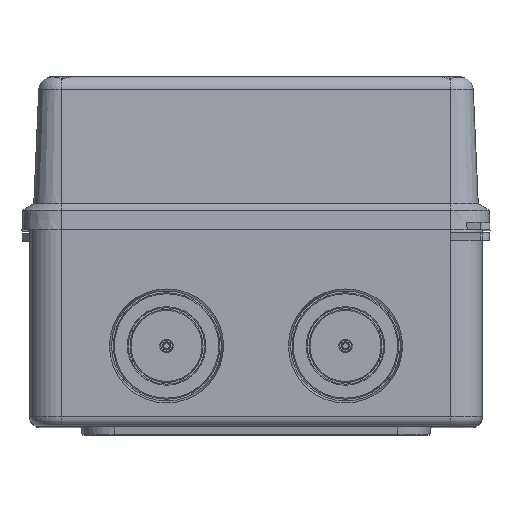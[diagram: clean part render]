
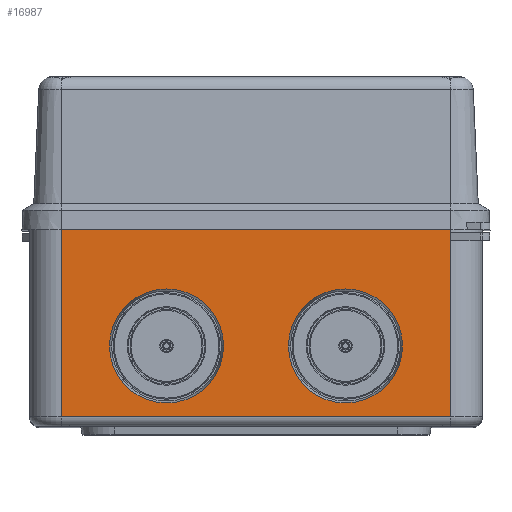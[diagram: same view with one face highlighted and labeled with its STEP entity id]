
A CAD part, top view. The second image highlights one B-rep face of the part: STEP entity #16987.
In plain terms, the highlighted planar face has unit normal (0, 0, 1).
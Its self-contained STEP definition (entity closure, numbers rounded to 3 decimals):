
#288 = DIRECTION ( 'NONE',  ( 1., 0., 0. ) ) ;
#496 = CARTESIAN_POINT ( 'NONE',  ( 49.5, 52., 77.5 ) ) ;
#646 = DIRECTION ( 'NONE',  ( -1., 0., 0. ) ) ;
#1572 = LINE ( 'NONE', #33081, #30250 ) ;
#2109 = CARTESIAN_POINT ( 'NONE',  ( -49.5, 2.5, 77.5 ) ) ;
#2361 = AXIS2_PLACEMENT_3D ( 'NONE', #19033, #27986, #28797 ) ;
#2802 = EDGE_LOOP ( 'NONE', ( #8998, #31798 ) ) ;
#3102 = VECTOR ( 'NONE', #8971, 1000. ) ;
#3123 = CARTESIAN_POINT ( 'NONE',  ( 49.5, 52., 77.5 ) ) ;
#3265 = VECTOR ( 'NONE', #288, 1000. ) ;
#3627 = AXIS2_PLACEMENT_3D ( 'NONE', #24207, #27151, #40291 ) ;
#3912 = VERTEX_POINT ( 'NONE', #24808 ) ;
#3979 = FACE_OUTER_BOUND ( 'NONE', #7809, .T. ) ;
#4193 = CARTESIAN_POINT ( 'NONE',  ( 49.5, 52., 77.5 ) ) ;
#5367 = DIRECTION ( 'NONE',  ( 0., 0., -1. ) ) ;
#5753 = VECTOR ( 'NONE', #37398, 1000. ) ;
#6248 = LINE ( 'NONE', #3123, #3102 ) ;
#6346 = CIRCLE ( 'NONE', #2361, 14.5 ) ;
#7809 = EDGE_LOOP ( 'NONE', ( #30541, #14139, #31383, #13178 ) ) ;
#8009 = VERTEX_POINT ( 'NONE', #8916 ) ;
#8916 = CARTESIAN_POINT ( 'NONE',  ( 49.5, 2.5, 77.5 ) ) ;
#8971 = DIRECTION ( 'NONE',  ( 0., -1., 0. ) ) ;
#8998 = ORIENTED_EDGE ( 'NONE', *, *, #36326, .F. ) ;
#9433 = ORIENTED_EDGE ( 'NONE', *, *, #31789, .T. ) ;
#9879 = CIRCLE ( 'NONE', #14580, 14.5 ) ;
#10128 = EDGE_CURVE ( 'NONE', #25476, #8009, #1572, .T. ) ;
#10259 = DIRECTION ( 'NONE',  ( 0., 0., -1. ) ) ;
#10669 = VERTEX_POINT ( 'NONE', #24044 ) ;
#12331 = DIRECTION ( 'NONE',  ( -1., 0., 0. ) ) ;
#12644 = EDGE_CURVE ( 'NONE', #14258, #25476, #17815, .T. ) ;
#13178 = ORIENTED_EDGE ( 'NONE', *, *, #18098, .F. ) ;
#14139 = ORIENTED_EDGE ( 'NONE', *, *, #10128, .T. ) ;
#14258 = VERTEX_POINT ( 'NONE', #14281 ) ;
#14281 = CARTESIAN_POINT ( 'NONE',  ( -49.5, 52., 77.5 ) ) ;
#14289 = CIRCLE ( 'NONE', #3627, 14.5 ) ;
#14580 = AXIS2_PLACEMENT_3D ( 'NONE', #18327, #5367, #21241 ) ;
#14896 = VERTEX_POINT ( 'NONE', #17059 ) ;
#16075 = CARTESIAN_POINT ( 'NONE',  ( -22.75, 20.5, 77.5 ) ) ;
#16951 = ORIENTED_EDGE ( 'NONE', *, *, #17538, .T. ) ;
#16987 = ADVANCED_FACE ( 'NONE', ( #3979, #23396, #29219 ), #33202, .F. ) ;
#17059 = CARTESIAN_POINT ( 'NONE',  ( 37.25, 20.5, 77.5 ) ) ;
#17538 = EDGE_CURVE ( 'NONE', #33131, #28198, #9879, .T. ) ;
#17613 = CARTESIAN_POINT ( 'NONE',  ( -49.5, 52., 77.5 ) ) ;
#17815 = LINE ( 'NONE', #17613, #5753 ) ;
#18098 = EDGE_CURVE ( 'NONE', #14258, #3912, #22626, .T. ) ;
#18327 = CARTESIAN_POINT ( 'NONE',  ( -22.75, 20.5, 77.5 ) ) ;
#19033 = CARTESIAN_POINT ( 'NONE',  ( 22.75, 20.5, 77.5 ) ) ;
#21241 = DIRECTION ( 'NONE',  ( -1., 0., 0. ) ) ;
#22626 = LINE ( 'NONE', #496, #3265 ) ;
#23396 = FACE_BOUND ( 'NONE', #2802, .T. ) ;
#23566 = CARTESIAN_POINT ( 'NONE',  ( -37.25, 20.5, 77.5 ) ) ;
#24044 = CARTESIAN_POINT ( 'NONE',  ( 8.25, 20.5, 77.5 ) ) ;
#24207 = CARTESIAN_POINT ( 'NONE',  ( 22.75, 20.5, 77.5 ) ) ;
#24808 = CARTESIAN_POINT ( 'NONE',  ( 49.5, 52., 77.5 ) ) ;
#24865 = EDGE_LOOP ( 'NONE', ( #16951, #9433 ) ) ;
#25476 = VERTEX_POINT ( 'NONE', #2109 ) ;
#26099 = CIRCLE ( 'NONE', #37443, 14.5 ) ;
#27151 = DIRECTION ( 'NONE',  ( 0., 0., 1. ) ) ;
#27833 = AXIS2_PLACEMENT_3D ( 'NONE', #4193, #10259, #646 ) ;
#27986 = DIRECTION ( 'NONE',  ( 0., 0., 1. ) ) ;
#28198 = VERTEX_POINT ( 'NONE', #35651 ) ;
#28797 = DIRECTION ( 'NONE',  ( 1., 0., 0. ) ) ;
#29219 = FACE_BOUND ( 'NONE', #24865, .T. ) ;
#30250 = VECTOR ( 'NONE', #39343, 1000. ) ;
#30541 = ORIENTED_EDGE ( 'NONE', *, *, #12644, .T. ) ;
#31383 = ORIENTED_EDGE ( 'NONE', *, *, #37780, .F. ) ;
#31789 = EDGE_CURVE ( 'NONE', #28198, #33131, #26099, .T. ) ;
#31798 = ORIENTED_EDGE ( 'NONE', *, *, #35513, .F. ) ;
#33081 = CARTESIAN_POINT ( 'NONE',  ( 49.5, 2.5, 77.5 ) ) ;
#33131 = VERTEX_POINT ( 'NONE', #23566 ) ;
#33202 = PLANE ( 'NONE',  #27833 ) ;
#35513 = EDGE_CURVE ( 'NONE', #10669, #14896, #14289, .T. ) ;
#35651 = CARTESIAN_POINT ( 'NONE',  ( -8.25, 20.5, 77.5 ) ) ;
#36326 = EDGE_CURVE ( 'NONE', #14896, #10669, #6346, .T. ) ;
#37398 = DIRECTION ( 'NONE',  ( 0., -1., 0. ) ) ;
#37443 = AXIS2_PLACEMENT_3D ( 'NONE', #16075, #37558, #12331 ) ;
#37558 = DIRECTION ( 'NONE',  ( 0., 0., -1. ) ) ;
#37780 = EDGE_CURVE ( 'NONE', #3912, #8009, #6248, .T. ) ;
#39343 = DIRECTION ( 'NONE',  ( 1., 0., 0. ) ) ;
#40291 = DIRECTION ( 'NONE',  ( 1., 0., 0. ) ) ;
